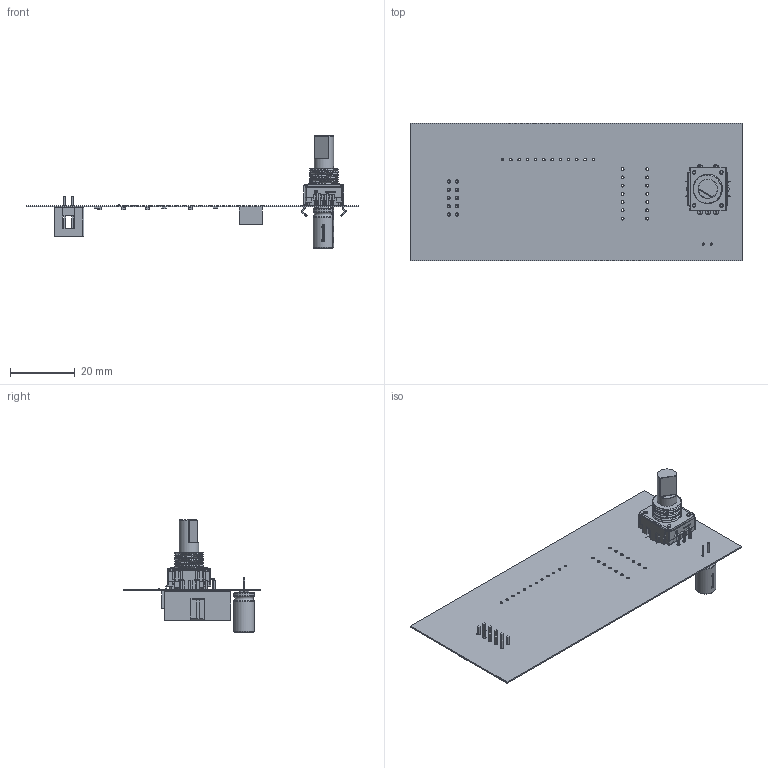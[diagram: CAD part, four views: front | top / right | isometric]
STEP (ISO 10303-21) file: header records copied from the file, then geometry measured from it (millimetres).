
FILE_DESCRIPTION(('Open CASCADE Model'),'2;1');
FILE_NAME('Open CASCADE Shape Model','2023-05-11T08:16:51',('Author'),( 'Open CASCADE'),'Open CASCADE STEP processor 7.5','Open CASCADE 7.5' ,'Unknown');
FILE_SCHEMA(('AUTOMOTIVE_DESIGN { 1 0 10303 214 1 1 1 1 }'));
Length unit declared in the file: millimetre
Products named in the file (54): PCB; Board; Open CASCADE STEP translator 7.5 1.1.1; R1.3; 6309521584; Extruded; 6309521424; R1.2; R1.1; 6065959792; 6065959632; LD1; 6336644448; K1.1; c-1634688-10-c-3d; IC1.1; 6292851104; ENC1; Enc_Bourns_PEC11R-4215F-S0024_eec; 1; 3; 4; 5; 6; 7; 8; 9; 10; 888; pec12r-3x17f-sxxxx; Bourns Logo; 2; C1.5; Cap_KEMET_C0805C472J3HAC_eec; C1.4; C1.3; C1.2; C1.1; Cap_Panasonic_EEUFM1E101E_eec; body ...
Assembly tree (70 placements, depth 5):
  PCB
    Board
      Open CASCADE STEP translator 7.5 1.1.1
    R1.3
      6309521584
        Extruded
      6309521424  x2
        Extruded
    R1.2
      6309521584
        Extruded
      6309521424  x2
        Extruded
    R1.1
      6065959792
        Extruded
      6065959632  x2
        Extruded
    LD1
      6336644448
        Extruded
    K1.1
      c-1634688-10-c-3d
    IC1.1
      6292851104
        Extruded
    ENC1
      Enc_Bourns_PEC11R-4215F-S0024_eec
        1
          1
          3
          4
          5
          6
          7
          8
          9
          10
          888
          pec12r-3x17f-sxxxx
          Bourns Logo
          2  x4
    C1.5
      Cap_KEMET_C0805C472J3HAC_eec
      Cap_KEMET_C0805C472J3HAC_eec
      Cap_KEMET_C0805C472J3HAC_eec
    C1.4
      Cap_KEMET_C0805C472J3HAC_eec
      Cap_KEMET_C0805C472J3HAC_eec
      Cap_KEMET_C0805C472J3HAC_eec
    C1.3
      Cap_KEMET_C0805C472J3HAC_eec
      Cap_KEMET_C0805C472J3HAC_eec
      Cap_KEMET_C0805C472J3HAC_eec
    C1.2
      Cap_KEMET_C0805C472J3HAC_eec
      Cap_KEMET_C0805C472J3HAC_eec
      Cap_KEMET_C0805C472J3HAC_eec
    C1.1
      Cap_Panasonic_EEUFM1E101E_eec
Bounding box: 102.36 x 42.29 x 34.61 mm (x, y, z)
Volume: 5077.9 mm3; surface area: 14262.9 mm2
Topology: 101 solids, 112 shells, 2362 faces, 8814 edges, 9408 vertices
Faces by surface type: plane 1006, bspline 844, cylinder 396, sphere 68, torus 32, cone 16
Full cylindrical faces by diameter (mm): 0.5 x2, 0.55 x4, 0.7 x6, 0.762 x12, 0.8 x11, 0.863 x1, 0.9 x14, 0.946 x1, 1 x9, 1.02 x10, 1.1 x8, 4.725 x2, 6 x5, 9 x1
Entity records: 66957 total; most frequent: CARTESIAN_POINT 23572, ORIENTED_EDGE 8906, DIRECTION 6887, EDGE_CURVE 4453, VERTEX_POINT 2916, LINE 2547, VECTOR 2547, AXIS2_PLACEMENT_3D 2170
